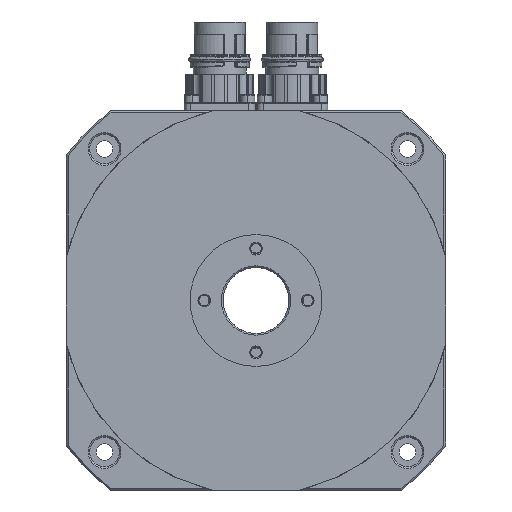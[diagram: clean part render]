
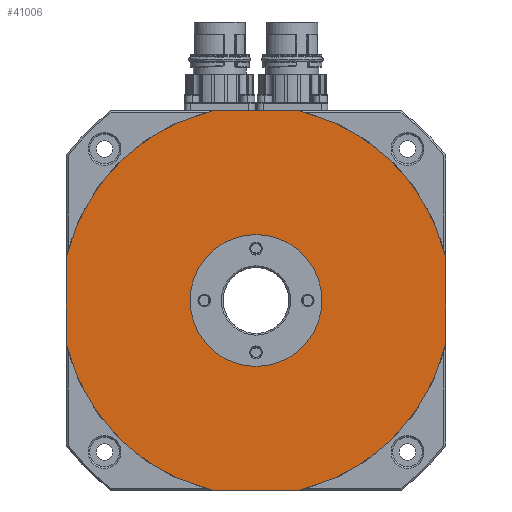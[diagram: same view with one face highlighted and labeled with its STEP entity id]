
A CAD part, left-side view. The second image highlights one B-rep face of the part: STEP entity #41006.
In plain terms, the highlighted planar face has unit normal (-1, 0, 0).
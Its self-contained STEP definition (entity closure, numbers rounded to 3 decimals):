
#3205 = VERTEX_POINT ( 'NONE', #93975 ) ;
#6038 = AXIS2_PLACEMENT_3D ( 'NONE', #28443, #9696, #30884 ) ;
#6862 = CARTESIAN_POINT ( 'NONE',  ( -60.5, 57.5, 57.5 ) ) ;
#7142 = DIRECTION ( 'NONE',  ( -1., 0., 0. ) ) ;
#7289 = CIRCLE ( 'NONE', #105507, 59. ) ;
#7555 = CARTESIAN_POINT ( 'NONE',  ( -60.5, 0., 0. ) ) ;
#8795 = CIRCLE ( 'NONE', #83964, 20. ) ;
#9347 = CARTESIAN_POINT ( 'NONE',  ( -60.5, 0., 20. ) ) ;
#9696 = DIRECTION ( 'NONE',  ( -1., 0., 0. ) ) ;
#9704 = LINE ( 'NONE', #48101, #89773 ) ;
#13173 = EDGE_LOOP ( 'NONE', ( #53456, #81898 ) ) ;
#13926 = EDGE_CURVE ( 'NONE', #101404, #63168, #81164, .T. ) ;
#14152 = CARTESIAN_POINT ( 'NONE',  ( -60.5, 0., 0. ) ) ;
#16746 = EDGE_CURVE ( 'NONE', #91946, #89682, #45962, .T. ) ;
#18672 = LINE ( 'NONE', #91097, #104392 ) ;
#18783 = VECTOR ( 'NONE', #96471, 1000. ) ;
#20002 = EDGE_CURVE ( 'NONE', #89682, #75973, #40118, .T. ) ;
#20892 = EDGE_CURVE ( 'NONE', #75973, #96834, #112789, .T. ) ;
#21398 = CARTESIAN_POINT ( 'NONE',  ( -60.5, 0., 0. ) ) ;
#22643 = EDGE_CURVE ( 'NONE', #63168, #3205, #9704, .T. ) ;
#25324 = CARTESIAN_POINT ( 'NONE',  ( -60.5, -57.5, -13.219 ) ) ;
#27258 = ORIENTED_EDGE ( 'NONE', *, *, #20002, .T. ) ;
#28443 = CARTESIAN_POINT ( 'NONE',  ( -60.5, 0., 0. ) ) ;
#30884 = DIRECTION ( 'NONE',  ( 0., 0., 1. ) ) ;
#30981 = DIRECTION ( 'NONE',  ( 0., 0., 1. ) ) ;
#31370 = DIRECTION ( 'NONE',  ( -1., 0., 0. ) ) ;
#40118 = CIRCLE ( 'NONE', #70986, 59. ) ;
#40191 = DIRECTION ( 'NONE',  ( 0., 0., 1. ) ) ;
#41006 = ADVANCED_FACE ( 'NONE', ( #110467, #90404 ), #45648, .T. ) ;
#41185 = EDGE_CURVE ( 'NONE', #96834, #88195, #83126, .T. ) ;
#45352 = ORIENTED_EDGE ( 'NONE', *, *, #113708, .T. ) ;
#45648 = PLANE ( 'NONE',  #6038 ) ;
#45854 = DIRECTION ( 'NONE',  ( 0., -1., 0. ) ) ;
#45962 = LINE ( 'NONE', #6862, #18783 ) ;
#46083 = ORIENTED_EDGE ( 'NONE', *, *, #96448, .T. ) ;
#46509 = EDGE_CURVE ( 'NONE', #59773, #109242, #74807, .T. ) ;
#46683 = AXIS2_PLACEMENT_3D ( 'NONE', #55865, #111456, #102967 ) ;
#47613 = ORIENTED_EDGE ( 'NONE', *, *, #20892, .T. ) ;
#48101 = CARTESIAN_POINT ( 'NONE',  ( -60.5, -57.5, 57.5 ) ) ;
#48500 = CARTESIAN_POINT ( 'NONE',  ( -60.5, 13.219, 57.5 ) ) ;
#50455 = DIRECTION ( 'NONE',  ( 0., 0., 1. ) ) ;
#53456 = ORIENTED_EDGE ( 'NONE', *, *, #46509, .F. ) ;
#53996 = CARTESIAN_POINT ( 'NONE',  ( -60.5, 57.5, 13.219 ) ) ;
#54637 = DIRECTION ( 'NONE',  ( -1., 0., 0. ) ) ;
#55399 = CARTESIAN_POINT ( 'NONE',  ( -60.5, 57.5, 57.5 ) ) ;
#55865 = CARTESIAN_POINT ( 'NONE',  ( -60.5, 0., 0. ) ) ;
#57393 = DIRECTION ( 'NONE',  ( -1., 0., 0. ) ) ;
#58929 = CARTESIAN_POINT ( 'NONE',  ( -60.5, 0., 0. ) ) ;
#59684 = DIRECTION ( 'NONE',  ( -1., 0., 0. ) ) ;
#59773 = VERTEX_POINT ( 'NONE', #109902 ) ;
#60296 = CARTESIAN_POINT ( 'NONE',  ( -60.5, -13.219, -57.5 ) ) ;
#62663 = AXIS2_PLACEMENT_3D ( 'NONE', #21398, #57393, #40191 ) ;
#63168 = VERTEX_POINT ( 'NONE', #25324 ) ;
#65808 = CARTESIAN_POINT ( 'NONE',  ( -60.5, -13.219, 57.5 ) ) ;
#66374 = AXIS2_PLACEMENT_3D ( 'NONE', #14152, #59684, #50455 ) ;
#66683 = ORIENTED_EDGE ( 'NONE', *, *, #13926, .T. ) ;
#69724 = CARTESIAN_POINT ( 'NONE',  ( -60.5, 57.5, -13.219 ) ) ;
#70315 = ORIENTED_EDGE ( 'NONE', *, *, #16746, .T. ) ;
#70986 = AXIS2_PLACEMENT_3D ( 'NONE', #7555, #7142, #98309 ) ;
#74294 = EDGE_CURVE ( 'NONE', #109242, #59773, #8795, .T. ) ;
#74807 = CIRCLE ( 'NONE', #62663, 20. ) ;
#75973 = VERTEX_POINT ( 'NONE', #53996 ) ;
#76494 = DIRECTION ( 'NONE',  ( 0., 0., 1. ) ) ;
#81164 = CIRCLE ( 'NONE', #66374, 59. ) ;
#81898 = ORIENTED_EDGE ( 'NONE', *, *, #74294, .F. ) ;
#82611 = DIRECTION ( 'NONE',  ( 0., 0., -1. ) ) ;
#83126 = CIRCLE ( 'NONE', #46683, 59. ) ;
#83964 = AXIS2_PLACEMENT_3D ( 'NONE', #58929, #31370, #30981 ) ;
#88195 = VERTEX_POINT ( 'NONE', #99195 ) ;
#88484 = VECTOR ( 'NONE', #82611, 1000. ) ;
#89682 = VERTEX_POINT ( 'NONE', #48500 ) ;
#89773 = VECTOR ( 'NONE', #76494, 1000. ) ;
#90404 = FACE_BOUND ( 'NONE', #13173, .T. ) ;
#91097 = CARTESIAN_POINT ( 'NONE',  ( -60.5, 57.5, -57.5 ) ) ;
#91851 = ORIENTED_EDGE ( 'NONE', *, *, #22643, .T. ) ;
#91946 = VERTEX_POINT ( 'NONE', #65808 ) ;
#93975 = CARTESIAN_POINT ( 'NONE',  ( -60.5, -57.5, 13.219 ) ) ;
#96448 = EDGE_CURVE ( 'NONE', #88195, #101404, #18672, .T. ) ;
#96471 = DIRECTION ( 'NONE',  ( 0., 1., 0. ) ) ;
#96834 = VERTEX_POINT ( 'NONE', #69724 ) ;
#98309 = DIRECTION ( 'NONE',  ( 0., 0., 1. ) ) ;
#99195 = CARTESIAN_POINT ( 'NONE',  ( -60.5, 13.219, -57.5 ) ) ;
#101005 = DIRECTION ( 'NONE',  ( 0., 0., 1. ) ) ;
#101404 = VERTEX_POINT ( 'NONE', #60296 ) ;
#102967 = DIRECTION ( 'NONE',  ( 0., 0., 1. ) ) ;
#104392 = VECTOR ( 'NONE', #45854, 1000. ) ;
#105507 = AXIS2_PLACEMENT_3D ( 'NONE', #109435, #54637, #101005 ) ;
#109242 = VERTEX_POINT ( 'NONE', #9347 ) ;
#109435 = CARTESIAN_POINT ( 'NONE',  ( -60.5, 0., 0. ) ) ;
#109902 = CARTESIAN_POINT ( 'NONE',  ( -60.5, 0., -20. ) ) ;
#110467 = FACE_OUTER_BOUND ( 'NONE', #111277, .T. ) ;
#111277 = EDGE_LOOP ( 'NONE', ( #70315, #27258, #47613, #113406, #46083, #66683, #91851, #45352 ) ) ;
#111456 = DIRECTION ( 'NONE',  ( -1., 0., 0. ) ) ;
#112789 = LINE ( 'NONE', #55399, #88484 ) ;
#113406 = ORIENTED_EDGE ( 'NONE', *, *, #41185, .T. ) ;
#113708 = EDGE_CURVE ( 'NONE', #3205, #91946, #7289, .T. ) ;
